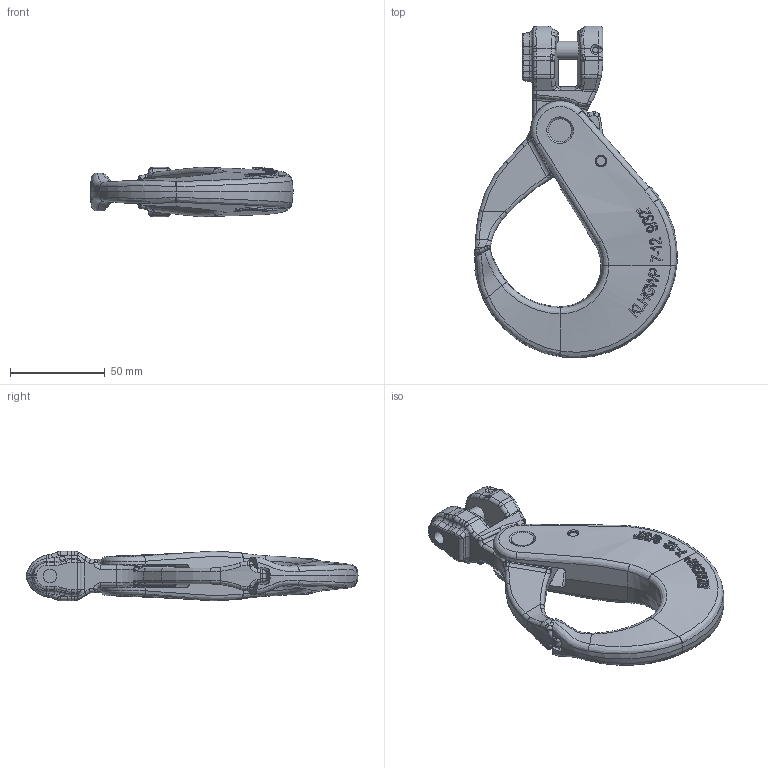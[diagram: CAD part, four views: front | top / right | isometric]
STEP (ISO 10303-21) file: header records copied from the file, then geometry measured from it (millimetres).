
FILE_DESCRIPTION(/* description */ (''),/* implementation_level */ '2;1');
FILE_NAME(/* name */ 'KLHGWP 7 assembly KU.stp',/* time_stamp */ '2022-06-03T16:52:14+02:00',/* author */ (''),/* organization */ (''),/* preprocessor_version */ 'ST-DEVELOPER v16',/* originating_system */ 'SIEMENS PLM Software NX 11.0',/* authorisation */ '');
FILE_SCHEMA (('AUTOMOTIVE_DESIGN { 1 0 10303 214 3 1 1 1 }'));
Length unit declared in the file: millimetre
Products named in the file (1): baf33603309w7db
Bounding box: 106.74 x 175.08 x 26.17 mm (x, y, z)
Volume: 149311.8 mm3; surface area: 40184.9 mm2
Topology: 7 solids, 7 shells, 1024 faces, 2540 edges, 1499 vertices
Faces by surface type: bspline 246, plane 237, cylinder 216, extrusion 147, torus 111, sphere 44, cone 23
Full cylindrical faces by diameter (mm): 3 x3, 5 x3, 5.4 x2, 7 x1, 9.5 x1, 9.8 x2, 12.05 x3, 12.25 x1
Entity records: 48908 total; most frequent: CARTESIAN_POINT 27339, ORIENTED_EDGE 4888, DIRECTION 3736, EDGE_CURVE 2444, VERTEX_POINT 1485, AXIS2_PLACEMENT_3D 1450, EDGE_LOOP 1099, B_SPLINE_CURVE_WITH_KNOTS 1084
